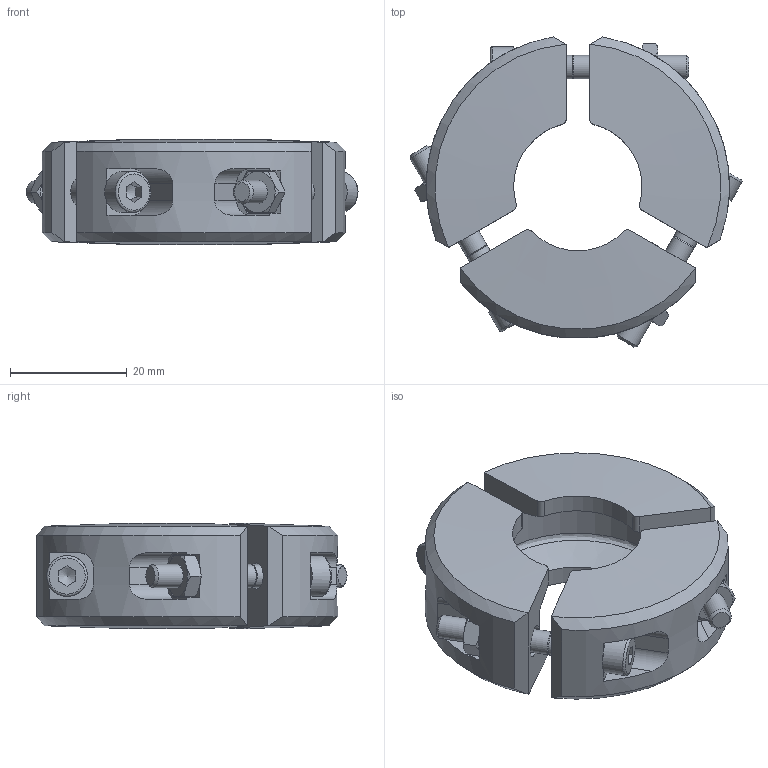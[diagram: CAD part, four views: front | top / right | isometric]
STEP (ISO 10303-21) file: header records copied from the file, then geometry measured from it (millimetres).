
FILE_DESCRIPTION (( 'STEP AP214' ), '1' );
FILE_NAME ('C31KF16 FULLVAC.STEP', '2019-01-24T14:23:08', ( '' ), ( '' ), 'SwSTEP 2.0', 'SolidWorks 2017', '' );
FILE_SCHEMA (( 'AUTOMOTIVE_DESIGN' ));
Length unit declared in the file: millimetre
Products named in the file (1): C31KF16 FULLVAC
Bounding box: 56.91 x 53.14 x 18 mm (x, y, z)
Volume: 20675.8 mm3; surface area: 11596.8 mm2
Topology: 1 solids, 4 shells, 256 faces, 625 edges, 396 vertices
Faces by surface type: plane 117, cone 70, cylinder 60, bspline 6, torus 3
Full cylindrical faces by diameter (mm): 4 x9, 4.5 x3, 5 x3, 5.5 x6, 7 x3
Entity records: 7800 total; most frequent: CARTESIAN_POINT 2322, ORIENTED_EDGE 1126, DIRECTION 1032, EDGE_CURVE 563, AXIS2_PLACEMENT_3D 414, VERTEX_POINT 376, EDGE_LOOP 325, FACE_OUTER_BOUND 283
